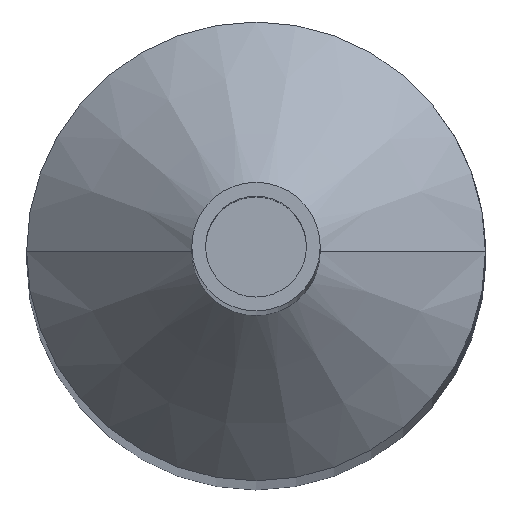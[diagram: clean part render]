
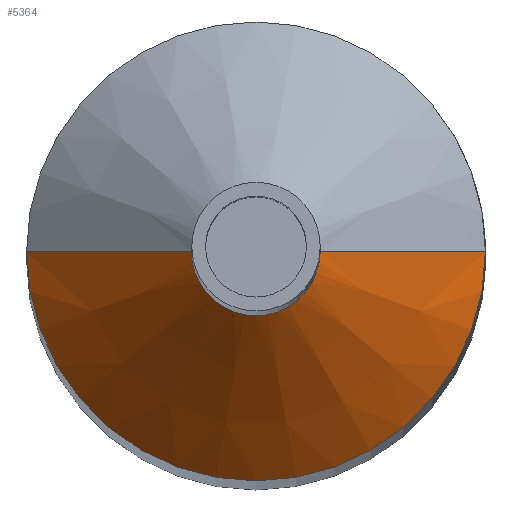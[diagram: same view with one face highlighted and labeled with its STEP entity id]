
A CAD part, top view. The second image highlights one B-rep face of the part: STEP entity #5364.
In plain terms, the highlighted conical face has half-angle 45 degrees and reference radius 2.5 mm.
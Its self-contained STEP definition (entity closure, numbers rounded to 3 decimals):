
#215 = CIRCLE ( 'NONE', #9351, 0.7 ) ;
#222 = LINE ( 'NONE', #12871, #7479 ) ;
#862 = CARTESIAN_POINT ( 'NONE',  ( -2.5, 0., -30.1 ) ) ;
#1096 = CARTESIAN_POINT ( 'NONE',  ( 0., 0., -30.1 ) ) ;
#1612 = ORIENTED_EDGE ( 'NONE', *, *, #7211, .F. ) ;
#2623 = VERTEX_POINT ( 'NONE', #11887 ) ;
#2808 = CIRCLE ( 'NONE', #10025, 2.5 ) ;
#3360 = VECTOR ( 'NONE', #9526, 1000. ) ;
#4061 = EDGE_LOOP ( 'NONE', ( #4414, #1612, #6979, #12125 ) ) ;
#4113 = DIRECTION ( 'NONE',  ( 0., 0., 1. ) ) ;
#4414 = ORIENTED_EDGE ( 'NONE', *, *, #6631, .F. ) ;
#5033 = CARTESIAN_POINT ( 'NONE',  ( 0.7, 0., -28.3 ) ) ;
#5364 = ADVANCED_FACE ( 'NONE', ( #11476 ), #11477, .T. ) ;
#6352 = VERTEX_POINT ( 'NONE', #5033 ) ;
#6631 = EDGE_CURVE ( 'NONE', #6352, #2623, #11867, .T. ) ;
#6719 = DIRECTION ( 'NONE',  ( 1., 0., 0. ) ) ;
#6794 = DIRECTION ( 'NONE',  ( 0., 0., 1. ) ) ;
#6979 = ORIENTED_EDGE ( 'NONE', *, *, #12993, .T. ) ;
#7211 = EDGE_CURVE ( 'NONE', #8083, #6352, #215, .T. ) ;
#7385 = VERTEX_POINT ( 'NONE', #862 ) ;
#7479 = VECTOR ( 'NONE', #11741, 1000. ) ;
#8083 = VERTEX_POINT ( 'NONE', #8126 ) ;
#8126 = CARTESIAN_POINT ( 'NONE',  ( -0.7, 0., -28.3 ) ) ;
#8462 = CARTESIAN_POINT ( 'NONE',  ( 0., 0., -28.3 ) ) ;
#9351 = AXIS2_PLACEMENT_3D ( 'NONE', #8462, #4113, #13078 ) ;
#9526 = DIRECTION ( 'NONE',  ( 0.707, 0., -0.707 ) ) ;
#10025 = AXIS2_PLACEMENT_3D ( 'NONE', #10951, #6794, #6719 ) ;
#10079 = EDGE_CURVE ( 'NONE', #7385, #2623, #2808, .T. ) ;
#10278 = AXIS2_PLACEMENT_3D ( 'NONE', #1096, #11176, #12540 ) ;
#10951 = CARTESIAN_POINT ( 'NONE',  ( 0., 0., -30.1 ) ) ;
#11176 = DIRECTION ( 'NONE',  ( 0., 0., -1. ) ) ;
#11476 = FACE_OUTER_BOUND ( 'NONE', #4061, .T. ) ;
#11477 = CONICAL_SURFACE ( 'NONE', #10278, 2.5, 0.785 ) ;
#11741 = DIRECTION ( 'NONE',  ( -0.707, 0., -0.707 ) ) ;
#11867 = LINE ( 'NONE', #14294, #3360 ) ;
#11887 = CARTESIAN_POINT ( 'NONE',  ( 2.5, 0., -30.1 ) ) ;
#12125 = ORIENTED_EDGE ( 'NONE', *, *, #10079, .T. ) ;
#12540 = DIRECTION ( 'NONE',  ( -1., 0., 0. ) ) ;
#12871 = CARTESIAN_POINT ( 'NONE',  ( -2.5, 0., -30.1 ) ) ;
#12993 = EDGE_CURVE ( 'NONE', #8083, #7385, #222, .T. ) ;
#13078 = DIRECTION ( 'NONE',  ( 1., 0., 0. ) ) ;
#14294 = CARTESIAN_POINT ( 'NONE',  ( 2.5, 0., -30.1 ) ) ;
